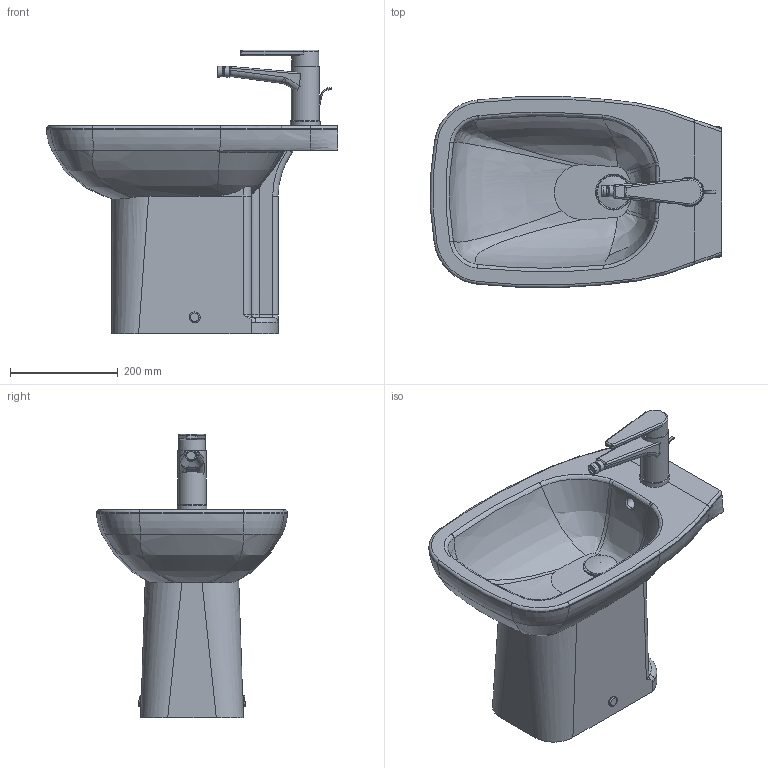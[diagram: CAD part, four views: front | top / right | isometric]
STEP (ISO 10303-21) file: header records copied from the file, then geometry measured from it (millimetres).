
FILE_DESCRIPTION((''),'2;1');
FILE_NAME('223810.stp','2007-11-24T16:10:49',('Huebner'),(''),'Autodesk Inventor 11','Autodesk Inventor 11','');
FILE_SCHEMA(('AUTOMOTIVE_DESIGN { 1 0 10303 214 1 1 1 1 }'));
Length unit declared in the file: millimetre
Products named in the file (12): 223810; Baterrie_Bidet; hebel1; Hebel2; hebel4; Neoperl; Halter2starck1; Kugel; Stopfen_unten; Kelch; Stopfen
Assembly tree (12 placements, depth 3):
  223810
    223810
    Baterrie_Bidet
      hebel1
      Hebel2
      hebel4
      Neoperl
      Halter2starck1
      Kugel
    Stopfen_unten  x2
    Kelch
    Stopfen
Bounding box: 539.25 x 354.04 x 525 mm (x, y, z)
Volume: 13225850.2 mm3; surface area: 1020896.4 mm2
Topology: 11 solids, 11 shells, 327 faces, 798 edges, 487 vertices
Faces by surface type: bspline 106, cylinder 93, plane 83, torus 34, sphere 7, cone 4
Full cylindrical faces by diameter (mm): 15 x4, 16 x1, 18 x1, 20 x5, 35 x1, 42 x1, 44 x1, 50 x1, 52 x2, 55 x1, 60 x1, 75 x1
Entity records: 28414 total; most frequent: CARTESIAN_POINT 21313, ORIENTED_EDGE 1478, DIRECTION 1286, EDGE_CURVE 739, AXIS2_PLACEMENT_3D 540, VERTEX_POINT 474, EDGE_LOOP 365, FACE_OUTER_BOUND 320
